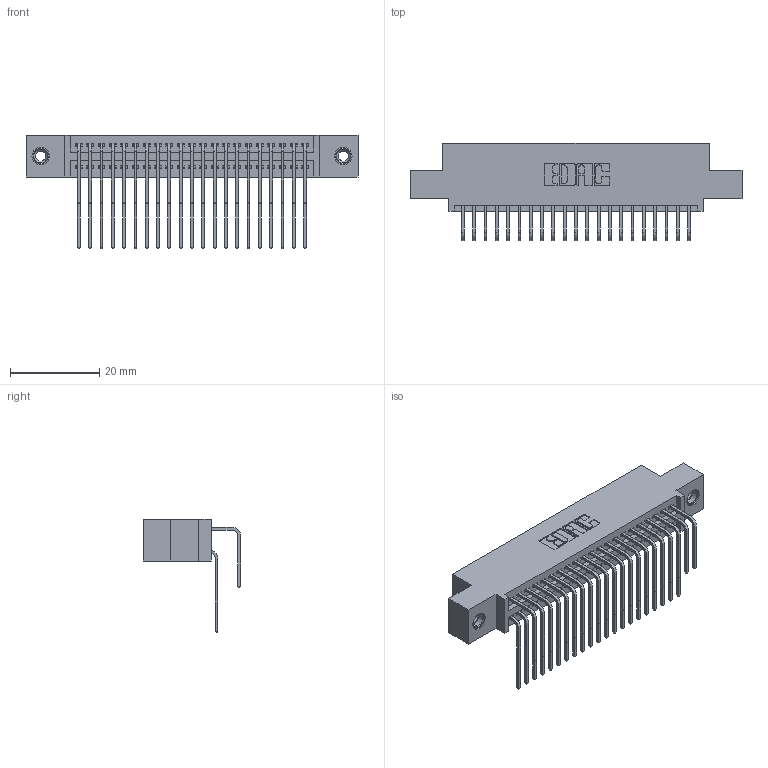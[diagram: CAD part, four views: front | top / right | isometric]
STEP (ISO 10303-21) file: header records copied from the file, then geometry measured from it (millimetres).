
FILE_DESCRIPTION (( 'STEP AP203' ), '1' );
FILE_NAME ('345-042-558-508.STEP', '2019-10-28T22:26:11', ( '' ), ( '' ), 'SwSTEP 2.0', 'SolidWorks 2016', '' );
FILE_SCHEMA (( 'CONFIG_CONTROL_DESIGN' ));
Length unit declared in the file: inch
Products named in the file (5): 345-250-001_345-250-003-102; 345 Part_0.110 Offset - 0.156 Dia-TI; 345-292-001_558 Tail - 2; 345-292-001_558 559 Tail - 1; 345-042-558-508
Assembly tree (45 placements, depth 2):
  345-042-558-508
    345 Part_0.110 Offset - 0.156 Dia-TI
    345-292-001_558 559 Tail - 1  x21
    345-292-001_558 Tail - 2  x21
    345-250-001_345-250-003-102  x2
Bounding box: 74.55 x 21.83 x 25.53 mm (x, y, z)
Volume: 7209.2 mm3; surface area: 11495.3 mm2
Topology: 45 solids, 45 shells, 2374 faces, 6999 edges, 4602 vertices
Faces by surface type: plane 1586, cylinder 772, cone 12, torus 4
Entity records: 22274 total; most frequent: CARTESIAN_POINT 3782, ORIENTED_EDGE 3658, DIRECTION 3359, EDGE_CURVE 1829, VECTOR 1553, LINE 1553, VERTEX_POINT 1212, AXIS2_PLACEMENT_3D 903
